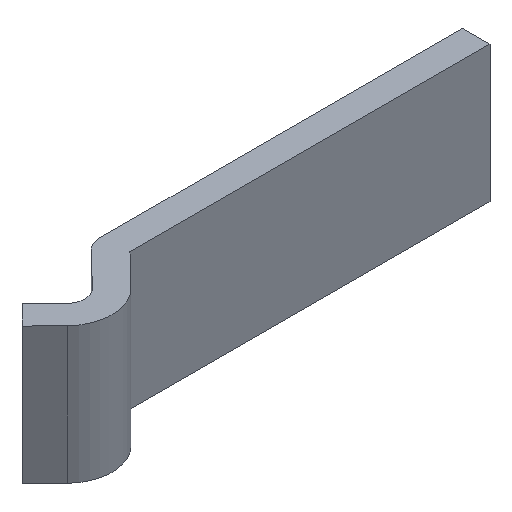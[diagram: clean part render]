
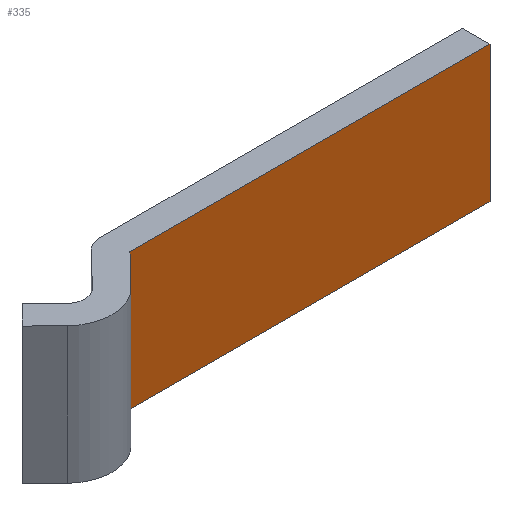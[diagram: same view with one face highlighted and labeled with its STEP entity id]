
A CAD part, isometric view. The second image highlights one B-rep face of the part: STEP entity #335.
In plain terms, the highlighted planar face has unit normal (0, -1, 0).
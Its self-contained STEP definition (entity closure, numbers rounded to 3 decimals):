
#9 = CARTESIAN_POINT ( 'NONE',  ( 0., -3., 0. ) ) ;
#22 = VERTEX_POINT ( 'NONE', #73 ) ;
#25 = CARTESIAN_POINT ( 'NONE',  ( -39.577, -3., 0. ) ) ;
#26 = CARTESIAN_POINT ( 'NONE',  ( -39.577, -3., 15. ) ) ;
#37 = DIRECTION ( 'NONE',  ( 0., 0., -1. ) ) ;
#62 = ORIENTED_EDGE ( 'NONE', *, *, #269, .T. ) ;
#67 = LINE ( 'NONE', #399, #426 ) ;
#70 = ORIENTED_EDGE ( 'NONE', *, *, #240, .T. ) ;
#73 = CARTESIAN_POINT ( 'NONE',  ( -39.577, -3., 15. ) ) ;
#81 = AXIS2_PLACEMENT_3D ( 'NONE', #124, #128, #129 ) ;
#95 = ORIENTED_EDGE ( 'NONE', *, *, #250, .F. ) ;
#108 = ORIENTED_EDGE ( 'NONE', *, *, #360, .F. ) ;
#122 = PLANE ( 'NONE',  #81 ) ;
#124 = CARTESIAN_POINT ( 'NONE',  ( 0., -3., 15. ) ) ;
#128 = DIRECTION ( 'NONE',  ( 0., 1., 0. ) ) ;
#129 = DIRECTION ( 'NONE',  ( -1., 0., 0. ) ) ;
#144 = CARTESIAN_POINT ( 'NONE',  ( 0., -3., 15. ) ) ;
#203 = DIRECTION ( 'NONE',  ( 0., 0., -1. ) ) ;
#229 = CARTESIAN_POINT ( 'NONE',  ( 0., -3., 0. ) ) ;
#240 = EDGE_CURVE ( 'NONE', #263, #434, #266, .T. ) ;
#247 = VERTEX_POINT ( 'NONE', #361 ) ;
#248 = DIRECTION ( 'NONE',  ( 1., 0., 0. ) ) ;
#250 = EDGE_CURVE ( 'NONE', #22, #247, #67, .T. ) ;
#263 = VERTEX_POINT ( 'NONE', #25 ) ;
#264 = EDGE_LOOP ( 'NONE', ( #70, #108, #95, #62 ) ) ;
#266 = LINE ( 'NONE', #9, #397 ) ;
#269 = EDGE_CURVE ( 'NONE', #22, #263, #322, .T. ) ;
#322 = LINE ( 'NONE', #26, #394 ) ;
#330 = VECTOR ( 'NONE', #203, 1000. ) ;
#333 = LINE ( 'NONE', #144, #330 ) ;
#335 = ADVANCED_FACE ( 'NONE', ( #398 ), #122, .F. ) ;
#360 = EDGE_CURVE ( 'NONE', #247, #434, #333, .T. ) ;
#361 = CARTESIAN_POINT ( 'NONE',  ( 0., -3., 15. ) ) ;
#388 = DIRECTION ( 'NONE',  ( 1., 0., 0. ) ) ;
#394 = VECTOR ( 'NONE', #37, 1000. ) ;
#397 = VECTOR ( 'NONE', #248, 1000. ) ;
#398 = FACE_OUTER_BOUND ( 'NONE', #264, .T. ) ;
#399 = CARTESIAN_POINT ( 'NONE',  ( 0., -3., 15. ) ) ;
#426 = VECTOR ( 'NONE', #388, 1000. ) ;
#434 = VERTEX_POINT ( 'NONE', #229 ) ;
